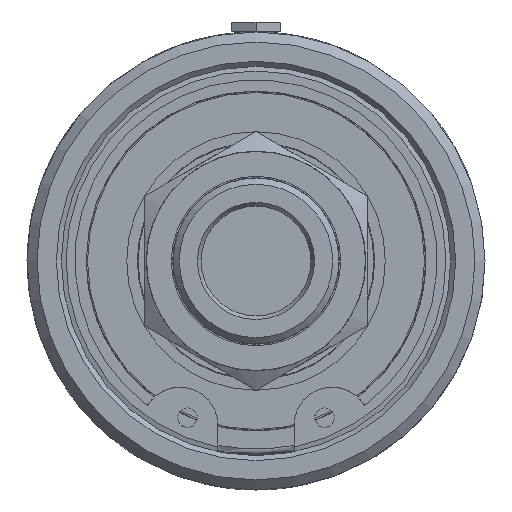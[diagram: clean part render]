
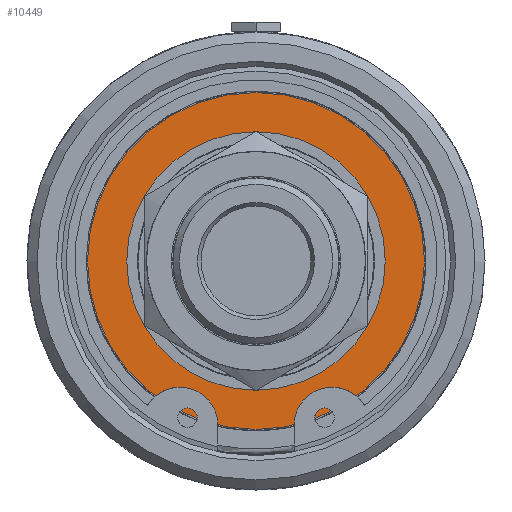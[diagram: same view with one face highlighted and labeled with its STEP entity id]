
A CAD part, left-side view. The second image highlights one B-rep face of the part: STEP entity #10449.
In plain terms, the highlighted planar face has unit normal (-1, 0, 0).
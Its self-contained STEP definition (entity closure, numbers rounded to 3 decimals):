
#300=PLANE('',#11247);
#591=FACE_BOUND('',#1683,.T.);
#696=CIRCLE('',#11245,26.85);
#697=CIRCLE('',#11246,26.85);
#698=CIRCLE('',#11248,20.6);
#699=CIRCLE('',#11249,20.6);
#1045=FACE_OUTER_BOUND('',#1682,.T.);
#1682=EDGE_LOOP('',(#7072,#7073));
#1683=EDGE_LOOP('',(#7074,#7075));
#4339=VERTEX_POINT('',#16211);
#4340=VERTEX_POINT('',#16213);
#4341=VERTEX_POINT('',#16217);
#4342=VERTEX_POINT('',#16218);
#5420=EDGE_CURVE('',#4339,#4340,#696,.T.);
#5421=EDGE_CURVE('',#4340,#4339,#697,.T.);
#5422=EDGE_CURVE('',#4341,#4342,#698,.T.);
#5423=EDGE_CURVE('',#4342,#4341,#699,.T.);
#7072=ORIENTED_EDGE('',*,*,#5421,.F.);
#7073=ORIENTED_EDGE('',*,*,#5420,.F.);
#7074=ORIENTED_EDGE('',*,*,#5422,.T.);
#7075=ORIENTED_EDGE('',*,*,#5423,.T.);
#10449=ADVANCED_FACE('',(#1045,#591),#300,.T.);
#11245=AXIS2_PLACEMENT_3D('',#16214,#12508,#12509);
#11246=AXIS2_PLACEMENT_3D('',#16215,#12510,#12511);
#11247=AXIS2_PLACEMENT_3D('',#16216,#12512,#12513);
#11248=AXIS2_PLACEMENT_3D('',#16219,#12514,#12515);
#11249=AXIS2_PLACEMENT_3D('',#16220,#12516,#12517);
#12508=DIRECTION('center_axis',(1.,0.,0.));
#12509=DIRECTION('ref_axis',(0.,-1.,0.));
#12510=DIRECTION('center_axis',(1.,0.,0.));
#12511=DIRECTION('ref_axis',(0.,-1.,0.));
#12512=DIRECTION('center_axis',(-1.,0.,0.));
#12513=DIRECTION('ref_axis',(0.,1.,0.));
#12514=DIRECTION('center_axis',(1.,0.,0.));
#12515=DIRECTION('ref_axis',(0.,-1.,0.));
#12516=DIRECTION('center_axis',(1.,0.,0.));
#12517=DIRECTION('ref_axis',(0.,-1.,0.));
#16211=CARTESIAN_POINT('',(38.9,26.85,0.));
#16213=CARTESIAN_POINT('',(38.9,-26.85,0.));
#16214=CARTESIAN_POINT('Origin',(38.9,0.,0.));
#16215=CARTESIAN_POINT('Origin',(38.9,0.,0.));
#16216=CARTESIAN_POINT('Origin',(38.9,-23.725,0.));
#16217=CARTESIAN_POINT('',(38.9,-20.6,0.));
#16218=CARTESIAN_POINT('',(38.9,20.6,0.));
#16219=CARTESIAN_POINT('Origin',(38.9,0.,0.));
#16220=CARTESIAN_POINT('Origin',(38.9,0.,0.));
